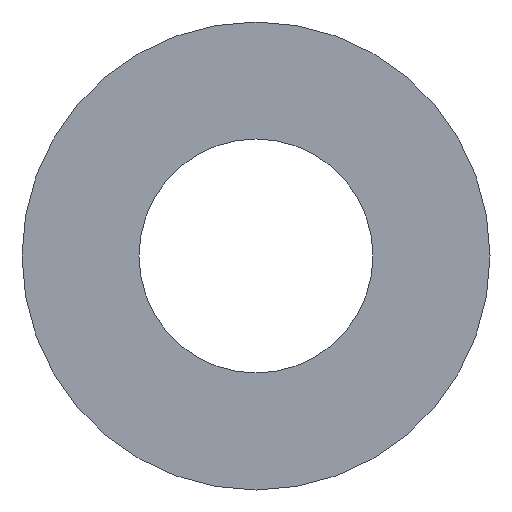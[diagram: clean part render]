
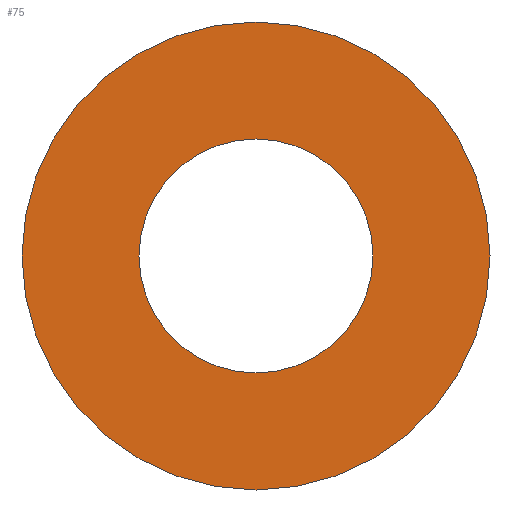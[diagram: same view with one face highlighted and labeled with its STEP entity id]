
A CAD part, front view. The second image highlights one B-rep face of the part: STEP entity #75.
In plain terms, the highlighted planar face has unit normal (0, -1, 0).
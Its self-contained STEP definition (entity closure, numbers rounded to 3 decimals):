
#2 = DIRECTION ( 'NONE',  ( 0., 0., 1. ) ) ;
#6 = FACE_OUTER_BOUND ( 'NONE', #138, .T. ) ;
#10 = CARTESIAN_POINT ( 'NONE',  ( 0., 0., 0. ) ) ;
#19 = DIRECTION ( 'NONE',  ( 0., 1., 0. ) ) ;
#22 = DIRECTION ( 'NONE',  ( 0., 1., 0. ) ) ;
#23 = CARTESIAN_POINT ( 'NONE',  ( 0., 0., 0. ) ) ;
#25 = AXIS2_PLACEMENT_3D ( 'NONE', #10, #151, #45 ) ;
#26 = CARTESIAN_POINT ( 'NONE',  ( 0., 0., 1.587 ) ) ;
#29 = DIRECTION ( 'NONE',  ( 0., 1., 0. ) ) ;
#30 = ORIENTED_EDGE ( 'NONE', *, *, #181, .T. ) ;
#35 = ORIENTED_EDGE ( 'NONE', *, *, #56, .F. ) ;
#39 = DIRECTION ( 'NONE',  ( 0., 0., 1. ) ) ;
#44 = CARTESIAN_POINT ( 'NONE',  ( 0., 0., -0.794 ) ) ;
#45 = DIRECTION ( 'NONE',  ( 0., 0., 1. ) ) ;
#51 = DIRECTION ( 'NONE',  ( 0., 1., 0. ) ) ;
#56 = EDGE_CURVE ( 'NONE', #125, #130, #64, .T. ) ;
#61 = CARTESIAN_POINT ( 'NONE',  ( 0., 0., -1.587 ) ) ;
#64 = CIRCLE ( 'NONE', #109, 1.587 ) ;
#65 = ORIENTED_EDGE ( 'NONE', *, *, #140, .F. ) ;
#67 = CIRCLE ( 'NONE', #107, 0.794 ) ;
#69 = AXIS2_PLACEMENT_3D ( 'NONE', #194, #22, #2 ) ;
#71 = ORIENTED_EDGE ( 'NONE', *, *, #72, .T. ) ;
#72 = EDGE_CURVE ( 'NONE', #188, #146, #67, .T. ) ;
#75 = ADVANCED_FACE ( 'NONE', ( #6, #180 ), #99, .F. ) ;
#83 = DIRECTION ( 'NONE',  ( 0., 0., 1. ) ) ;
#90 = AXIS2_PLACEMENT_3D ( 'NONE', #104, #29, #150 ) ;
#94 = CIRCLE ( 'NONE', #90, 1.587 ) ;
#99 = PLANE ( 'NONE',  #69 ) ;
#104 = CARTESIAN_POINT ( 'NONE',  ( 0., 0., 0. ) ) ;
#107 = AXIS2_PLACEMENT_3D ( 'NONE', #145, #51, #83 ) ;
#109 = AXIS2_PLACEMENT_3D ( 'NONE', #23, #19, #39 ) ;
#125 = VERTEX_POINT ( 'NONE', #61 ) ;
#130 = VERTEX_POINT ( 'NONE', #26 ) ;
#138 = EDGE_LOOP ( 'NONE', ( #35, #65 ) ) ;
#139 = CIRCLE ( 'NONE', #25, 0.794 ) ;
#140 = EDGE_CURVE ( 'NONE', #130, #125, #94, .T. ) ;
#145 = CARTESIAN_POINT ( 'NONE',  ( 0., 0., 0. ) ) ;
#146 = VERTEX_POINT ( 'NONE', #44 ) ;
#150 = DIRECTION ( 'NONE',  ( 0., 0., 1. ) ) ;
#151 = DIRECTION ( 'NONE',  ( 0., 1., 0. ) ) ;
#169 = CARTESIAN_POINT ( 'NONE',  ( 0., 0., 0.794 ) ) ;
#180 = FACE_BOUND ( 'NONE', #190, .T. ) ;
#181 = EDGE_CURVE ( 'NONE', #146, #188, #139, .T. ) ;
#188 = VERTEX_POINT ( 'NONE', #169 ) ;
#190 = EDGE_LOOP ( 'NONE', ( #30, #71 ) ) ;
#194 = CARTESIAN_POINT ( 'NONE',  ( 0., 0., 0. ) ) ;
